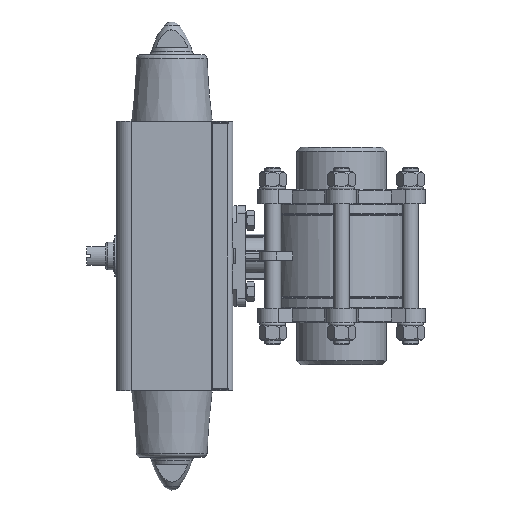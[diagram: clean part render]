
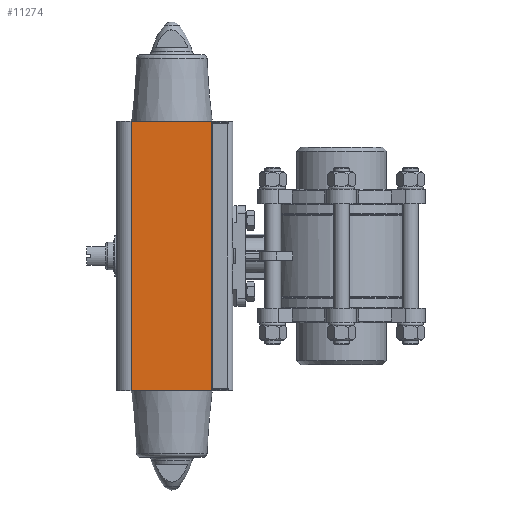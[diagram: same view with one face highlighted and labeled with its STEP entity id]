
A CAD part, left-side view. The second image highlights one B-rep face of the part: STEP entity #11274.
In plain terms, the highlighted planar face has unit normal (-1, 0, 0).
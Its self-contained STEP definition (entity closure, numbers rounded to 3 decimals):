
#3288=ORIENTED_EDGE('',*,*,#5251,.T.);
#3289=ORIENTED_EDGE('',*,*,#5290,.F.);
#3290=ORIENTED_EDGE('',*,*,#5276,.F.);
#3291=ORIENTED_EDGE('',*,*,#5291,.T.);
#5251=EDGE_CURVE('',#6466,#6465,#7312,.T.);
#5276=EDGE_CURVE('',#6484,#6485,#7326,.T.);
#5290=EDGE_CURVE('',#6485,#6465,#7327,.T.);
#5291=EDGE_CURVE('',#6484,#6466,#7328,.T.);
#6465=VERTEX_POINT('',#19675);
#6466=VERTEX_POINT('',#19677);
#6484=VERTEX_POINT('',#19723);
#6485=VERTEX_POINT('',#19725);
#7312=LINE('',#19676,#8098);
#7326=LINE('',#19724,#8112);
#7327=LINE('',#19818,#8113);
#7328=LINE('',#19819,#8114);
#8098=VECTOR('',#14967,1000.);
#8112=VECTOR('',#15011,1000.);
#8113=VECTOR('',#15036,1000.);
#8114=VECTOR('',#15037,1000.);
#9039=EDGE_LOOP('',(#3288,#3289,#3290,#3291));
#10052=FACE_BOUND('',#9039,.T.);
#10677=PLANE('',#12437);
#11274=ADVANCED_FACE('',(#10052),#10677,.F.);
#12437=AXIS2_PLACEMENT_3D('',#19817,#15034,#15035);
#14967=DIRECTION('',(0.,-1.,0.));
#15011=DIRECTION('',(0.,-1.,0.));
#15034=DIRECTION('',(1.,0.,0.));
#15035=DIRECTION('',(0.,0.,-1.));
#15036=DIRECTION('',(0.,0.,-1.));
#15037=DIRECTION('',(0.,0.,-1.));
#19675=CARTESIAN_POINT('',(-56.,-39.816,-136.7));
#19676=CARTESIAN_POINT('',(-56.,41.25,-136.7));
#19677=CARTESIAN_POINT('',(-56.,41.25,-136.7));
#19723=CARTESIAN_POINT('',(-56.,41.25,136.7));
#19724=CARTESIAN_POINT('',(-56.,41.25,136.7));
#19725=CARTESIAN_POINT('',(-56.,-39.816,136.7));
#19817=CARTESIAN_POINT('',(-56.,41.25,136.7));
#19818=CARTESIAN_POINT('',(-56.,-39.816,136.7));
#19819=CARTESIAN_POINT('',(-56.,41.25,136.7));
